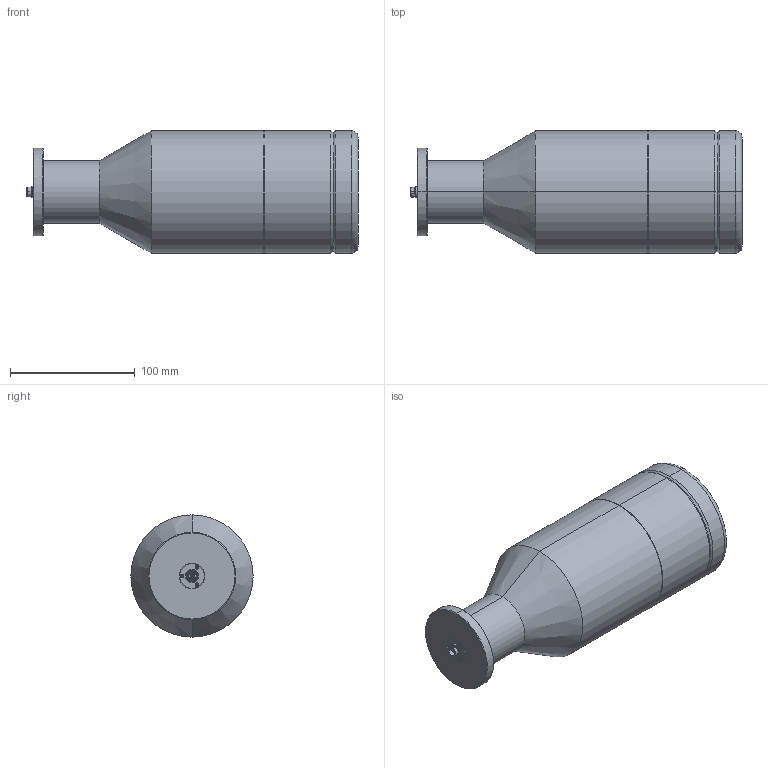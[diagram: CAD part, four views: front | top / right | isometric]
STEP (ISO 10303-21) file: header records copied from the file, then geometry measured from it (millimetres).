
FILE_DESCRIPTION((''),'2;1');
FILE_NAME('PRT0002','2022-03-25T',('EDY'),(''),'CREO PARAMETRIC BY PTC INC, 2018070','CREO PARAMETRIC BY PTC INC, 2018070','');
FILE_SCHEMA(('CONFIG_CONTROL_DESIGN'));
Length unit declared in the file: millimetre
Products named in the file (1): PRT0002
Bounding box: 265.96 x 98 x 98 mm (x, y, z)
Volume: 1551745.5 mm3; surface area: 84631.3 mm2
Topology: 1 solids, 4 shells, 130 faces, 275 edges, 163 vertices
Faces by surface type: cone 55, cylinder 49, plane 24, torus 2
Entity records: 3552 total; most frequent: DIRECTION 672, CARTESIAN_POINT 621, ORIENTED_EDGE 538, AXIS2_PLACEMENT_3D 281, EDGE_CURVE 269, VERTEX_POINT 163, EDGE_LOOP 152, CIRCLE 151
